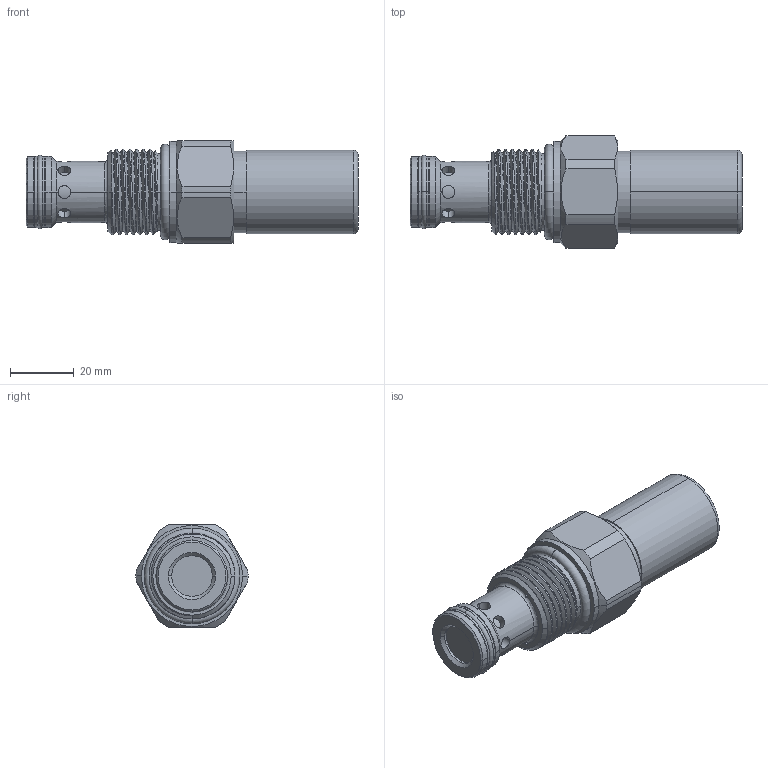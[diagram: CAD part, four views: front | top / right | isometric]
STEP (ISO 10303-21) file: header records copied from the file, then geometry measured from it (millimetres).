
FILE_DESCRIPTION (( 'STEP AP203' ), '1' );
FILE_NAME ('RP12W26-C.STEP', '2024-04-22T08:20:58', ( '' ), ( '' ), 'SwSTEP 2.0', 'SolidWorks 2018', '' );
FILE_SCHEMA (( 'CONFIG_CONTROL_DESIGN' ));
Length unit declared in the file: millimetre
Products named in the file (1): RP12W26-C
Bounding box: 103.87 x 35.1 x 32 mm (x, y, z)
Volume: 56178.7 mm3; surface area: 12047.4 mm2
Topology: 1 solids, 1 shells, 133 faces, 307 edges, 196 vertices
Faces by surface type: cylinder 80, plane 26, cone 16, torus 8, bspline 3
Entity records: 6834 total; most frequent: CARTESIAN_POINT 3886, ORIENTED_EDGE 614, DIRECTION 577, EDGE_CURVE 307, AXIS2_PLACEMENT_3D 239, VERTEX_POINT 196, EDGE_LOOP 153, ADVANCED_FACE 133
